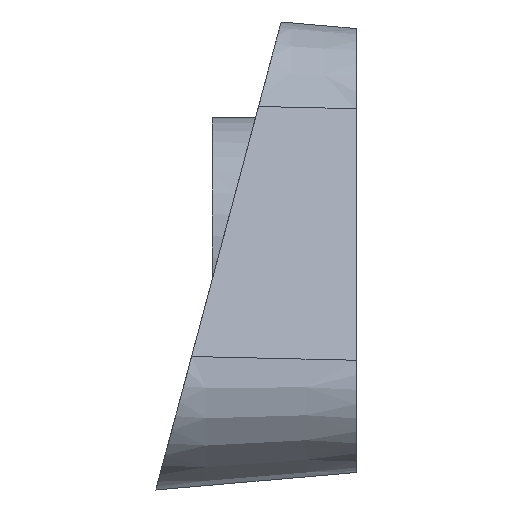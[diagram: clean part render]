
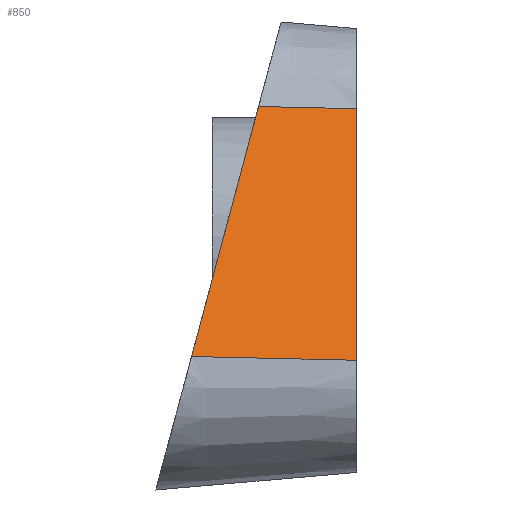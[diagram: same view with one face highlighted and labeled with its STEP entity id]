
A CAD part, front view. The second image highlights one B-rep face of the part: STEP entity #850.
In plain terms, the highlighted planar face has unit normal (0.087, -0.962, 0.258).
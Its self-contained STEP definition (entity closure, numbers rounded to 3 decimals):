
#33 = PLANE('',#34);
#34 = AXIS2_PLACEMENT_3D('',#35,#36,#37);
#35 = CARTESIAN_POINT('',(-29.,-16.,16.819));
#36 = DIRECTION('',(1.,0.,0.));
#37 = DIRECTION('',(0.,1.,0.));
#90 = VERTEX_POINT('',#91);
#91 = CARTESIAN_POINT('',(-29.,-41.843,20.738));
#110 = CONICAL_SURFACE('',#111,2.85,0.087);
#111 = AXIS2_PLACEMENT_3D('',#112,#113,#114);
#112 = CARTESIAN_POINT('',(-29.,-39.09,20.));
#113 = DIRECTION('',(-1.,0.,0.));
#114 = DIRECTION('',(0.,-1.,0.));
#122 = EDGE_CURVE('',#90,#123,#125,.T.);
#123 = VERTEX_POINT('',#124);
#124 = CARTESIAN_POINT('',(-29.,-43.62,14.108));
#125 = SURFACE_CURVE('',#126,(#130,#137),.PCURVE_S1.);
#126 = LINE('',#127,#128);
#127 = CARTESIAN_POINT('',(-29.,-41.843,20.738));
#128 = VECTOR('',#129,1.);
#129 = DIRECTION('',(0.,-0.259,-0.966
    ));
#130 = PCURVE('',#33,#131);
#131 = DEFINITIONAL_REPRESENTATION('',(#132),#136);
#132 = LINE('',#133,#134);
#133 = CARTESIAN_POINT('',(-25.843,3.919));
#134 = VECTOR('',#135,1.);
#135 = DIRECTION('',(-0.259,-0.966));
#136 = ( GEOMETRIC_REPRESENTATION_CONTEXT(2) 
PARAMETRIC_REPRESENTATION_CONTEXT() REPRESENTATION_CONTEXT('2D SPACE',''
  ) );
#137 = PCURVE('',#138,#143);
#138 = PLANE('',#139);
#139 = AXIS2_PLACEMENT_3D('',#140,#141,#142);
#140 = CARTESIAN_POINT('',(-37.,-44.296,14.289));
#141 = DIRECTION('',(0.087,-0.962,0.258)
  );
#142 = DIRECTION('',(0.,0.259,0.966));
#143 = DEFINITIONAL_REPRESENTATION('',(#144),#148);
#144 = LINE('',#145,#146);
#145 = CARTESIAN_POINT('',(6.863,-8.031));
#146 = VECTOR('',#147,1.);
#147 = DIRECTION('',(-1.,0.));
#148 = ( GEOMETRIC_REPRESENTATION_CONTEXT(2) 
PARAMETRIC_REPRESENTATION_CONTEXT() REPRESENTATION_CONTEXT('2D SPACE',''
  ) );
#171 = CONICAL_SURFACE('',#172,2.35,0.087);
#172 = AXIS2_PLACEMENT_3D('',#173,#174,#175);
#173 = CARTESIAN_POINT('',(-29.,-41.35,13.5));
#174 = DIRECTION('',(-1.,0.,0.));
#175 = DIRECTION('',(0.,-1.,0.));
#642 = PLANE('',#643);
#643 = AXIS2_PLACEMENT_3D('',#644,#645,#646);
#644 = CARTESIAN_POINT('',(-30.774,0.,
    23.775));
#645 = DIRECTION('',(0.966,0.,-0.259)
  );
#646 = DIRECTION('',(0.259,0.,0.966));
#749 = EDGE_CURVE('',#90,#750,#752,.T.);
#750 = VERTEX_POINT('',#751);
#751 = CARTESIAN_POINT('',(-31.573,-42.061,
    20.796));
#752 = SURFACE_CURVE('',#753,(#756,#762),.PCURVE_S1.);
#753 = B_SPLINE_CURVE_WITH_KNOTS('',1,(#754,#755),.UNSPECIFIED.,.F.,.F.,
  (2,2),(0.,1.),.PIECEWISE_BEZIER_KNOTS.);
#754 = CARTESIAN_POINT('',(-29.,-41.843,20.738));
#755 = CARTESIAN_POINT('',(-37.,-42.519,20.919));
#756 = PCURVE('',#110,#757);
#757 = DEFINITIONAL_REPRESENTATION('',(#758),#761);
#758 = B_SPLINE_CURVE_WITH_KNOTS('',1,(#759,#760),.UNSPECIFIED.,.F.,.F.,
  (2,2),(0.,1.),.PIECEWISE_BEZIER_KNOTS.);
#759 = CARTESIAN_POINT('',(0.262,0.));
#760 = CARTESIAN_POINT('',(0.262,8.));
#761 = ( GEOMETRIC_REPRESENTATION_CONTEXT(2) 
PARAMETRIC_REPRESENTATION_CONTEXT() REPRESENTATION_CONTEXT('2D SPACE',''
  ) );
#762 = PCURVE('',#138,#763);
#763 = DEFINITIONAL_REPRESENTATION('',(#764),#767);
#764 = B_SPLINE_CURVE_WITH_KNOTS('',1,(#765,#766),.UNSPECIFIED.,.F.,.F.,
  (2,2),(0.,1.),.PIECEWISE_BEZIER_KNOTS.);
#765 = CARTESIAN_POINT('',(6.863,-8.031));
#766 = CARTESIAN_POINT('',(6.863,0.));
#767 = ( GEOMETRIC_REPRESENTATION_CONTEXT(2) 
PARAMETRIC_REPRESENTATION_CONTEXT() REPRESENTATION_CONTEXT('2D SPACE',''
  ) );
#850 = ADVANCED_FACE('',(#851),#138,.T.);
#851 = FACE_BOUND('',#852,.T.);
#852 = EDGE_LOOP('',(#853,#854,#855,#878));
#853 = ORIENTED_EDGE('',*,*,#122,.F.);
#854 = ORIENTED_EDGE('',*,*,#749,.T.);
#855 = ORIENTED_EDGE('',*,*,#856,.F.);
#856 = EDGE_CURVE('',#857,#750,#859,.T.);
#857 = VERTEX_POINT('',#858);
#858 = CARTESIAN_POINT('',(-33.338,-43.986,
    14.206));
#859 = SURFACE_CURVE('',#860,(#864,#871),.PCURVE_S1.);
#860 = LINE('',#861,#862);
#861 = CARTESIAN_POINT('',(-30.777,-41.193,
    23.764));
#862 = VECTOR('',#863,1.);
#863 = DIRECTION('',(0.249,0.272,0.93));
#864 = PCURVE('',#138,#865);
#865 = DEFINITIONAL_REPRESENTATION('',(#866),#870);
#866 = LINE('',#867,#868);
#867 = CARTESIAN_POINT('',(9.955,-6.246));
#868 = VECTOR('',#869,1.);
#869 = DIRECTION('',(0.968,-0.25));
#870 = ( GEOMETRIC_REPRESENTATION_CONTEXT(2) 
PARAMETRIC_REPRESENTATION_CONTEXT() REPRESENTATION_CONTEXT('2D SPACE',''
  ) );
#871 = PCURVE('',#642,#872);
#872 = DEFINITIONAL_REPRESENTATION('',(#873),#877);
#873 = LINE('',#874,#875);
#874 = CARTESIAN_POINT('',(-0.011,41.193));
#875 = VECTOR('',#876,1.);
#876 = DIRECTION('',(0.962,-0.272));
#877 = ( GEOMETRIC_REPRESENTATION_CONTEXT(2) 
PARAMETRIC_REPRESENTATION_CONTEXT() REPRESENTATION_CONTEXT('2D SPACE',''
  ) );
#878 = ORIENTED_EDGE('',*,*,#879,.F.);
#879 = EDGE_CURVE('',#123,#857,#880,.T.);
#880 = SURFACE_CURVE('',#881,(#884,#890),.PCURVE_S1.);
#881 = B_SPLINE_CURVE_WITH_KNOTS('',1,(#882,#883),.UNSPECIFIED.,.F.,.F.,
  (2,2),(0.,1.),.PIECEWISE_BEZIER_KNOTS.);
#882 = CARTESIAN_POINT('',(-29.,-43.62,14.108));
#883 = CARTESIAN_POINT('',(-37.,-44.296,14.289));
#884 = PCURVE('',#138,#885);
#885 = DEFINITIONAL_REPRESENTATION('',(#886),#889);
#886 = B_SPLINE_CURVE_WITH_KNOTS('',1,(#887,#888),.UNSPECIFIED.,.F.,.F.,
  (2,2),(0.,1.),.PIECEWISE_BEZIER_KNOTS.);
#887 = CARTESIAN_POINT('',(0.,-8.031));
#888 = CARTESIAN_POINT('',(0.,0.));
#889 = ( GEOMETRIC_REPRESENTATION_CONTEXT(2) 
PARAMETRIC_REPRESENTATION_CONTEXT() REPRESENTATION_CONTEXT('2D SPACE',''
  ) );
#890 = PCURVE('',#171,#891);
#891 = DEFINITIONAL_REPRESENTATION('',(#892),#895);
#892 = B_SPLINE_CURVE_WITH_KNOTS('',1,(#893,#894),.UNSPECIFIED.,.F.,.F.,
  (2,2),(0.,1.),.PIECEWISE_BEZIER_KNOTS.);
#893 = CARTESIAN_POINT('',(6.545,0.));
#894 = CARTESIAN_POINT('',(6.545,8.));
#895 = ( GEOMETRIC_REPRESENTATION_CONTEXT(2) 
PARAMETRIC_REPRESENTATION_CONTEXT() REPRESENTATION_CONTEXT('2D SPACE',''
  ) );
